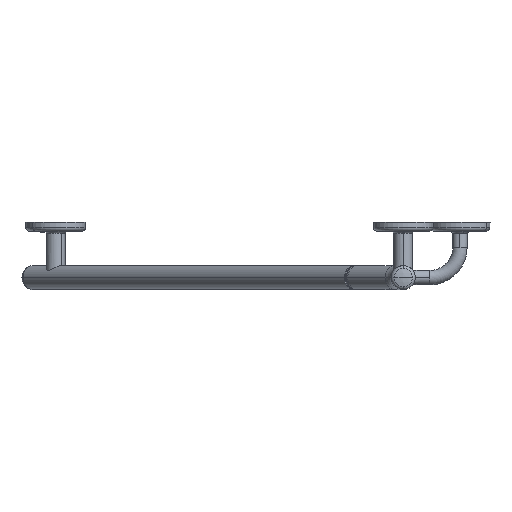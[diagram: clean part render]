
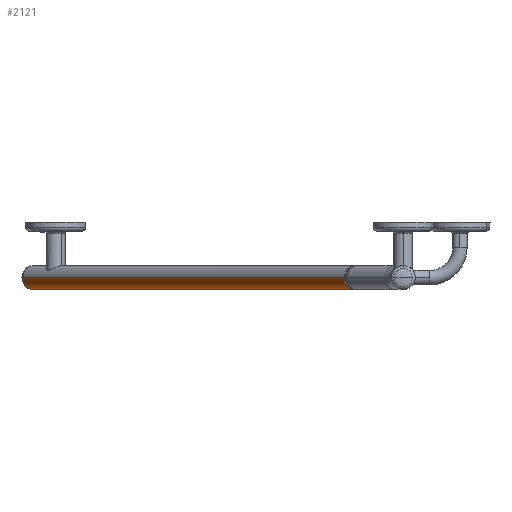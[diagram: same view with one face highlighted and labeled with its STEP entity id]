
A CAD part, left-side view. The second image highlights one B-rep face of the part: STEP entity #2121.
In plain terms, the highlighted cylindrical face has radius 15.9 mm (diameter 31.8 mm), a partial arc.
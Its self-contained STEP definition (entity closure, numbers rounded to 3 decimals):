
#49 = CARTESIAN_POINT ( 'NONE',  ( 854.241, 660.52, 619.79 ) ) ;
#89 = DIRECTION ( 'NONE',  ( 0.766, 0.643, 0. ) ) ;
#190 = VERTEX_POINT ( 'NONE', #231 ) ;
#231 = CARTESIAN_POINT ( 'NONE',  ( 833.8, 684.881, 619.79 ) ) ;
#286 = CARTESIAN_POINT ( 'NONE',  ( 1350.759, 1097.905, 619.79 ) ) ;
#448 = CARTESIAN_POINT ( 'NONE',  ( 833.8, 684.881, 619.79 ) ) ;
#461 = LINE ( 'NONE', #448, #471 ) ;
#471 = VECTOR ( 'NONE', #1633, 1000. ) ;
#517 = DIRECTION ( 'NONE',  ( -0.766, -0.643, 0. ) ) ;
#572 = CARTESIAN_POINT ( 'NONE',  ( 844.02, 672.701, 619.79 ) ) ;
#625 = DIRECTION ( 'NONE',  ( 0.643, -0.766, 0. ) ) ;
#674 = CARTESIAN_POINT ( 'NONE',  ( 854.241, 660.52, 619.79 ) ) ;
#730 = FACE_OUTER_BOUND ( 'NONE', #1546, .T. ) ;
#763 = CYLINDRICAL_SURFACE ( 'NONE', #2390, 15.9 ) ;
#842 = VECTOR ( 'NONE', #89, 1000. ) ;
#1009 = ORIENTED_EDGE ( 'NONE', *, *, #2489, .T. ) ;
#1013 = DIRECTION ( 'NONE',  ( 0.766, 0.643, 0. ) ) ;
#1118 = CARTESIAN_POINT ( 'NONE',  ( 1340.539, 1110.085, 619.79 ) ) ;
#1178 = DIRECTION ( 'NONE',  ( 0.766, 0.643, 0. ) ) ;
#1226 = VERTEX_POINT ( 'NONE', #2047 ) ;
#1263 = AXIS2_PLACEMENT_3D ( 'NONE', #1623, #1013, #625 ) ;
#1275 = VERTEX_POINT ( 'NONE', #674 ) ;
#1309 = CIRCLE ( 'NONE', #1263, 15.9 ) ;
#1450 = DIRECTION ( 'NONE',  ( -0.643, 0.766, 0. ) ) ;
#1491 = ORIENTED_EDGE ( 'NONE', *, *, #2171, .T. ) ;
#1546 = EDGE_LOOP ( 'NONE', ( #1845, #1491, #2128, #1009 ) ) ;
#1623 = CARTESIAN_POINT ( 'NONE',  ( 844.02, 672.701, 619.79 ) ) ;
#1633 = DIRECTION ( 'NONE',  ( 0.766, 0.643, 0. ) ) ;
#1845 = ORIENTED_EDGE ( 'NONE', *, *, #2284, .F. ) ;
#2047 = CARTESIAN_POINT ( 'NONE',  ( 1360.979, 1085.724, 619.79 ) ) ;
#2121 = ADVANCED_FACE ( 'NONE', ( #730 ), #763, .T. ) ;
#2128 = ORIENTED_EDGE ( 'NONE', *, *, #2415, .T. ) ;
#2171 = EDGE_CURVE ( 'NONE', #1275, #190, #1309, .T. ) ;
#2269 = CIRCLE ( 'NONE', #2594, 15.9 ) ;
#2284 = EDGE_CURVE ( 'NONE', #1275, #1226, #2321, .T. ) ;
#2321 = LINE ( 'NONE', #49, #842 ) ;
#2390 = AXIS2_PLACEMENT_3D ( 'NONE', #572, #1178, #1450 ) ;
#2415 = EDGE_CURVE ( 'NONE', #190, #2520, #461, .T. ) ;
#2489 = EDGE_CURVE ( 'NONE', #2520, #1226, #2269, .T. ) ;
#2516 = DIRECTION ( 'NONE',  ( 0.643, -0.766, 0. ) ) ;
#2520 = VERTEX_POINT ( 'NONE', #1118 ) ;
#2594 = AXIS2_PLACEMENT_3D ( 'NONE', #286, #517, #2516 ) ;
